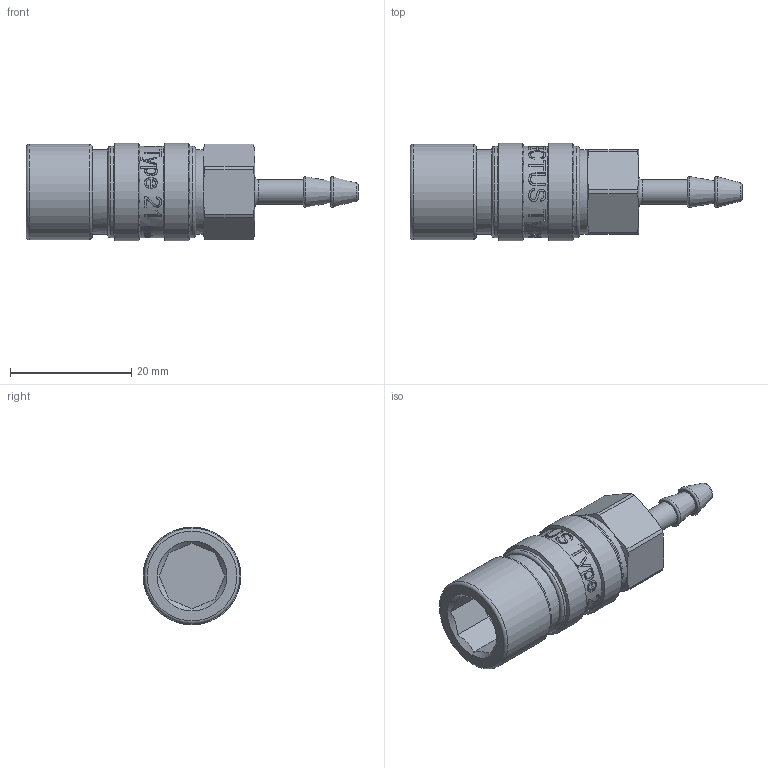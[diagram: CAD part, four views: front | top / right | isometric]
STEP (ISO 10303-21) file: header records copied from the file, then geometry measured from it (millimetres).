
FILE_DESCRIPTION(/* description */ (''),/* implementation_level */ '2;1');
FILE_NAME(/* name */ '21kbtf04mpn8.stp',/* time_stamp */ '2020-08-12T11:06:02+02:00',/* author */ ('IA176480'),/* organization */ (''),/* preprocessor_version */ 'ST-DEVELOPER v17',/* originating_system */ 'Autodesk Inventor 2019',/* authorisation */ '');
FILE_SCHEMA (('CONFIG_CONTROL_DESIGN'));
Products named in the file (1): 21KBTF04MPN8
Bounding box: 54.79 x 16.15 x 16.15 mm (x, y, z)
Volume: 6021.4 mm3; surface area: 3970.4 mm2
Topology: 1 solids, 2 shells, 452 faces, 1252 edges, 844 vertices
Faces by surface type: bspline 211, plane 154, cylinder 56, cone 23, torus 8
Full cylindrical faces by diameter (mm): 4.05 x1, 12.1 x1, 12.119 x1, 12.15 x1, 14 x4, 15.1 x3, 15.8 x1, 16.15 x2
Entity records: 63977 total; most frequent: CARTESIAN_POINT 53532, ORIENTED_EDGE 2504, DIRECTION 1333, EDGE_CURVE 1252, VERTEX_POINT 844, B_SPLINE_CURVE_WITH_KNOTS 545, EDGE_LOOP 494, LINE 453
